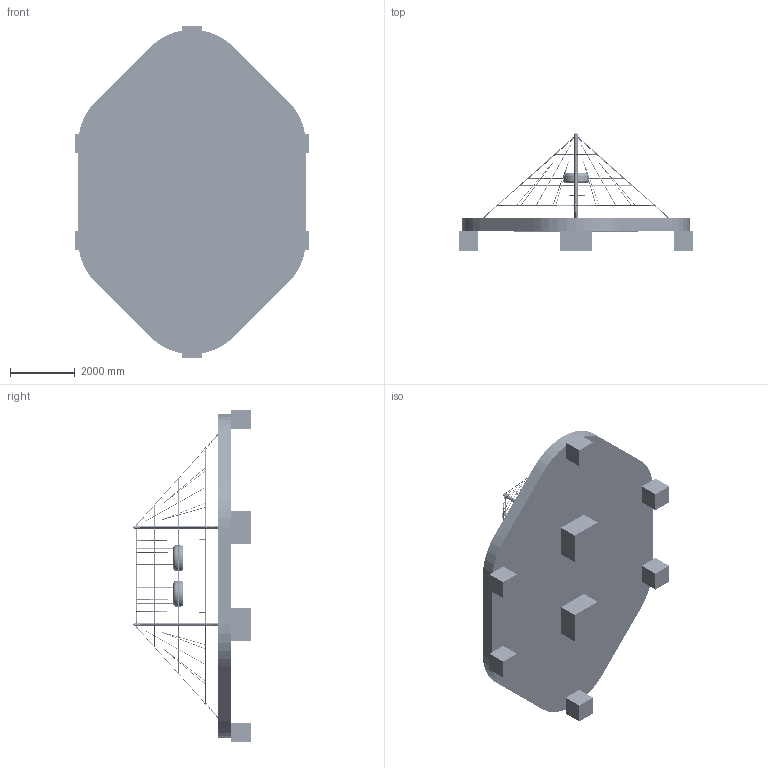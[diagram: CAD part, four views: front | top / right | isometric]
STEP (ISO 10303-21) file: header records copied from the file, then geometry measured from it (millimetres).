
FILE_DESCRIPTION (( 'STEP AP214' ), '1' );
FILE_NAME ('4639-10.STEP', '2019-07-16T08:19:28', ( '' ), ( '' ), 'SwSTEP 2.0', 'SolidWorks 2019', '' );
FILE_SCHEMA (( 'AUTOMOTIVE_DESIGN' ));
Length unit declared in the file: millimetre
Products named in the file (46): Spannschloss Teil I_4639-10; 35-12-1478 - Spannschloss M12_4639-10; Ketteglieder-rabenscheid; Hexagon Nut ISO 4032 - M10 - D - N_Hexagon Nut ISO 4032 - M10 - D - N; Reifen_Seile_Standard<Wie bearbeitet>; Lager_Mit-Buchse; 600x600_rabenscheid; 8er-Kettenglied_Standard<Wie bearbeitet>; Hilfslinie-Kette; Sicherheitsbereich_rabenscheid; Schaekel_M10_Gerade_kurz; Reifen_rabenscheid; Netz-Rabenscheid_Standard<Wie bearbeitet>; Lagerbuchse_PA_16mm; 4639-10; Seil-1_rabenscheid_Standard<Wie bearbeitet>; Abdeckkappe_dm_102mm; Abdeckschlauch_rabenscheid; Spannschloss Teil II_4639-10; Netz-2_rabenscheid_Standard<Wie bearbeitet>; Hexagon Nut ISO 4032 - M12 - D - N_Hexagon Nut ISO 4032 - M12 - D - N; Pfosten_3500mm; 12x60er Ring  130315; ISO 4014 - M10 x 50 x 26-N_ISO 4014 - M10 x 50 x 26-N; Pfosten_rabenscheid; 1000x1000_rabenscheid; Schaukellager Mini-M; Kausche_PA_gelb
Assembly tree (387 placements, depth 4):
  Hilfslinie-Kette
  4639-10
    Sicherheitsbereich_rabenscheid
    600x600_rabenscheid  x6
    1000x1000_rabenscheid  x2
    Pfosten_rabenscheid
      Pfosten_3500mm
      Lager_Mit-Buchse
        Schaukellager Mini-M
        Lagerbuchse_PA_16mm
      Lager_Mit-Buchse
        Schaukellager Mini-M
        Lagerbuchse_PA_16mm
      Lager_Mit-Buchse
        Schaukellager Mini-M
        Lagerbuchse_PA_16mm
      Lager_Mit-Buchse
        Schaukellager Mini-M
        Lagerbuchse_PA_16mm
      Abdeckkappe_dm_102mm
    Pfosten_rabenscheid
      Pfosten_3500mm
      Lager_Mit-Buchse
        Schaukellager Mini-M
        Lagerbuchse_PA_16mm
      Lager_Mit-Buchse
        Schaukellager Mini-M
        Lagerbuchse_PA_16mm
      Lager_Mit-Buchse
        Schaukellager Mini-M
        Lagerbuchse_PA_16mm
      Lager_Mit-Buchse
        Schaukellager Mini-M
        Lagerbuchse_PA_16mm
      Abdeckkappe_dm_102mm
    35-12-1478 - Spannschloss M12_4639-10
      Spannschloss Teil I_4639-10
      Spannschloss Teil II_4639-10  x2
      ISO 4014 - M10 x 50 x 26-N_ISO 4014 - M10 x 50 x 26-N  x2
      Hexagon Nut ISO 4032 - M10 - D - N_Hexagon Nut ISO 4032 - M10 - D - N  x2
      Hexagon Nut ISO 4032 - M12 - D - N_Hexagon Nut ISO 4032 - M12 - D - N  x2
    12x60er Ring  130315  x6
    Ketteglieder-rabenscheid
      8er-Kettenglied_Standard<Wie bearbeitet>  x38
    Abdeckschlauch_rabenscheid  x6
    Ketteglieder-rabenscheid
      8er-Kettenglied_Standard<Wie bearbeitet>  x38
    35-12-1478 - Spannschloss M12_4639-10
      Spannschloss Teil I_4639-10
      Spannschloss Teil II_4639-10  x2
      ISO 4014 - M10 x 50 x 26-N_ISO 4014 - M10 x 50 x 26-N  x2
      Hexagon Nut ISO 4032 - M10 - D - N_Hexagon Nut ISO 4032 - M10 - D - N  x2
      Hexagon Nut ISO 4032 - M12 - D - N_Hexagon Nut ISO 4032 - M12 - D - N  x2
    Ketteglieder-rabenscheid
      8er-Kettenglied_Standard<Wie bearbeitet>  x38
    35-12-1478 - Spannschloss M12_4639-10
      Spannschloss Teil I_4639-10
      Spannschloss Teil II_4639-10  x2
      ISO 4014 - M10 x 50 x 26-N_ISO 4014 - M10 x 50 x 26-N  x2
      Hexagon Nut ISO 4032 - M10 - D - N_Hexagon Nut ISO 4032 - M10 - D - N  x2
Bounding box: 7270 x 3639 x 10280 mm (x, y, z)
Volume: 24568571083.5 mm3; surface area: 172942075 mm2
Topology: 2146 solids, 2146 shells, 15887 faces, 31659 edges, 20190 vertices
Faces by surface type: plane 6618, cylinder 4103, torus 2360, bspline 2222, cone 568, sphere 16
Entity records: 36575 total; most frequent: CARTESIAN_POINT 11555, DIRECTION 4323, ORIENTED_EDGE 3614, AXIS2_PLACEMENT_3D 1837, EDGE_CURVE 1807, VERTEX_POINT 1140, EDGE_LOOP 879, FACE_OUTER_BOUND 836
